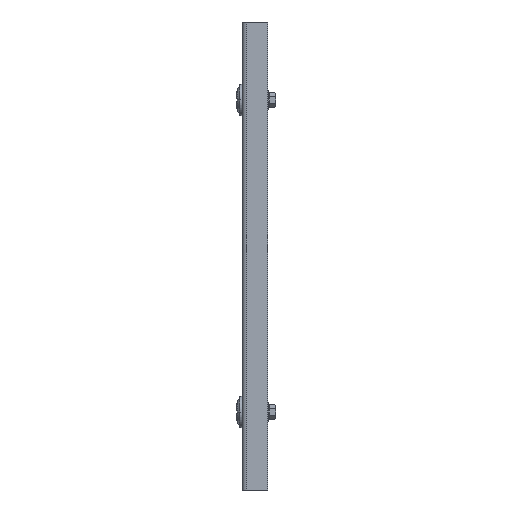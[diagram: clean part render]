
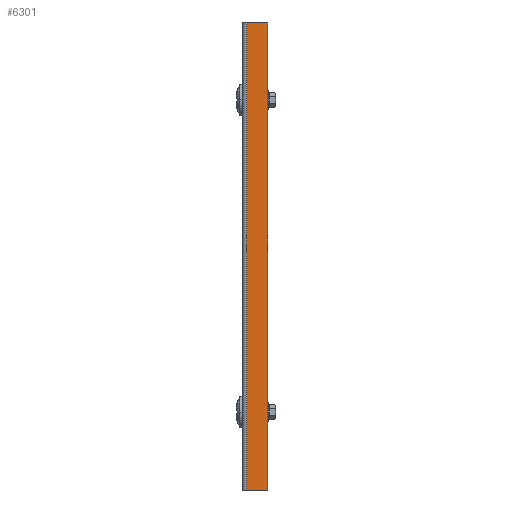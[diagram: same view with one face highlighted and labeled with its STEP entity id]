
A CAD part, left-side view. The second image highlights one B-rep face of the part: STEP entity #6301.
In plain terms, the highlighted planar face has unit normal (-1, 0, 0).
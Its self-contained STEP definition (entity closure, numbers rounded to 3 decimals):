
#464 = VERTEX_POINT ( 'NONE', #2876 ) ;
#647 = LINE ( 'NONE', #1987, #3097 ) ;
#937 = CARTESIAN_POINT ( 'NONE',  ( -1.5, 0., 300. ) ) ;
#1307 = DIRECTION ( 'NONE',  ( 0., 1., 0. ) ) ;
#1430 = PLANE ( 'NONE',  #1532 ) ;
#1532 = AXIS2_PLACEMENT_3D ( 'NONE', #937, #1923, #5355 ) ;
#1730 = VECTOR ( 'NONE', #2208, 1000. ) ;
#1756 = CARTESIAN_POINT ( 'NONE',  ( -1.5, 0., 300. ) ) ;
#1923 = DIRECTION ( 'NONE',  ( -1., 0., 0. ) ) ;
#1987 = CARTESIAN_POINT ( 'NONE',  ( -1.5, 13.5, 300. ) ) ;
#2132 = ORIENTED_EDGE ( 'NONE', *, *, #3501, .F. ) ;
#2208 = DIRECTION ( 'NONE',  ( 0., 1., 0. ) ) ;
#2274 = ORIENTED_EDGE ( 'NONE', *, *, #3167, .T. ) ;
#2585 = VERTEX_POINT ( 'NONE', #5884 ) ;
#2669 = CARTESIAN_POINT ( 'NONE',  ( -1.5, 0., 300. ) ) ;
#2750 = CARTESIAN_POINT ( 'NONE',  ( -1.5, 0., 0. ) ) ;
#2786 = VECTOR ( 'NONE', #3504, 1000. ) ;
#2876 = CARTESIAN_POINT ( 'NONE',  ( -1.5, 13.5, 0. ) ) ;
#2922 = LINE ( 'NONE', #2993, #2786 ) ;
#2993 = CARTESIAN_POINT ( 'NONE',  ( -1.5, 0., 300. ) ) ;
#3097 = VECTOR ( 'NONE', #6434, 1000. ) ;
#3167 = EDGE_CURVE ( 'NONE', #2585, #464, #647, .T. ) ;
#3397 = ORIENTED_EDGE ( 'NONE', *, *, #3825, .F. ) ;
#3501 = EDGE_CURVE ( 'NONE', #4354, #464, #5477, .T. ) ;
#3504 = DIRECTION ( 'NONE',  ( 0., 0., -1. ) ) ;
#3825 = EDGE_CURVE ( 'NONE', #4557, #4354, #2922, .T. ) ;
#4172 = VECTOR ( 'NONE', #1307, 1000. ) ;
#4174 = LINE ( 'NONE', #2669, #1730 ) ;
#4354 = VERTEX_POINT ( 'NONE', #5990 ) ;
#4557 = VERTEX_POINT ( 'NONE', #1756 ) ;
#4753 = EDGE_LOOP ( 'NONE', ( #2132, #3397, #6037, #2274 ) ) ;
#5355 = DIRECTION ( 'NONE',  ( 0., 0., 1. ) ) ;
#5396 = FACE_OUTER_BOUND ( 'NONE', #4753, .T. ) ;
#5477 = LINE ( 'NONE', #2750, #4172 ) ;
#5884 = CARTESIAN_POINT ( 'NONE',  ( -1.5, 13.5, 300. ) ) ;
#5923 = EDGE_CURVE ( 'NONE', #4557, #2585, #4174, .T. ) ;
#5990 = CARTESIAN_POINT ( 'NONE',  ( -1.5, 0., 0. ) ) ;
#6037 = ORIENTED_EDGE ( 'NONE', *, *, #5923, .T. ) ;
#6301 = ADVANCED_FACE ( 'NONE', ( #5396 ), #1430, .T. ) ;
#6434 = DIRECTION ( 'NONE',  ( 0., 0., -1. ) ) ;
